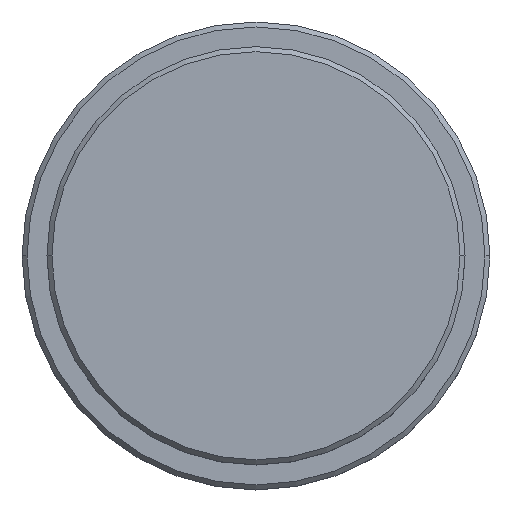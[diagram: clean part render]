
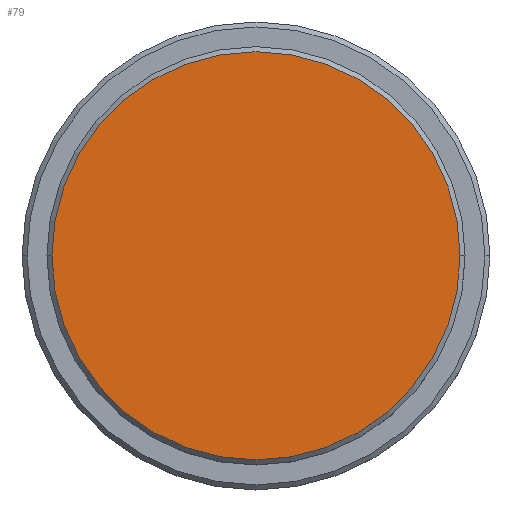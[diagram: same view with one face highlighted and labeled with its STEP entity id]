
A CAD part, top view. The second image highlights one B-rep face of the part: STEP entity #79.
In plain terms, the highlighted planar face has unit normal (0, 0, 1).
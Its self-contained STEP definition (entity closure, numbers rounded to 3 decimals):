
#68 = FACE_OUTER_BOUND ( 'NONE', #1030, .T. ) ;
#79 = ADVANCED_FACE ( 'NONE', ( #68 ), #1148, .T. ) ;
#190 = ORIENTED_EDGE ( 'NONE', *, *, #1073, .T. ) ;
#305 = DIRECTION ( 'NONE',  ( 1., 0., 0. ) ) ;
#414 = DIRECTION ( 'NONE',  ( 1., 0., 0. ) ) ;
#482 = AXIS2_PLACEMENT_3D ( 'NONE', #614, #740, #1283 ) ;
#513 = CARTESIAN_POINT ( 'NONE',  ( 0., 0., 0. ) ) ;
#520 = CARTESIAN_POINT ( 'NONE',  ( 20.5, 0., 0. ) ) ;
#524 = DIRECTION ( 'NONE',  ( 0., 0., 1. ) ) ;
#588 = EDGE_CURVE ( 'NONE', #1116, #697, #817, .T. ) ;
#614 = CARTESIAN_POINT ( 'NONE',  ( 0., 0., 0. ) ) ;
#634 = CARTESIAN_POINT ( 'NONE',  ( -20.5, 0., 0. ) ) ;
#641 = AXIS2_PLACEMENT_3D ( 'NONE', #513, #732, #305 ) ;
#697 = VERTEX_POINT ( 'NONE', #634 ) ;
#732 = DIRECTION ( 'NONE',  ( 0., 0., 1. ) ) ;
#740 = DIRECTION ( 'NONE',  ( 0., 0., 1. ) ) ;
#777 = ORIENTED_EDGE ( 'NONE', *, *, #588, .T. ) ;
#817 = CIRCLE ( 'NONE', #1317, 20.5 ) ;
#1030 = EDGE_LOOP ( 'NONE', ( #190, #777 ) ) ;
#1073 = EDGE_CURVE ( 'NONE', #697, #1116, #1253, .T. ) ;
#1116 = VERTEX_POINT ( 'NONE', #520 ) ;
#1148 = PLANE ( 'NONE',  #482 ) ;
#1253 = CIRCLE ( 'NONE', #641, 20.5 ) ;
#1283 = DIRECTION ( 'NONE',  ( 1., 0., 0. ) ) ;
#1317 = AXIS2_PLACEMENT_3D ( 'NONE', #1402, #524, #414 ) ;
#1402 = CARTESIAN_POINT ( 'NONE',  ( 0., 0., 0. ) ) ;
